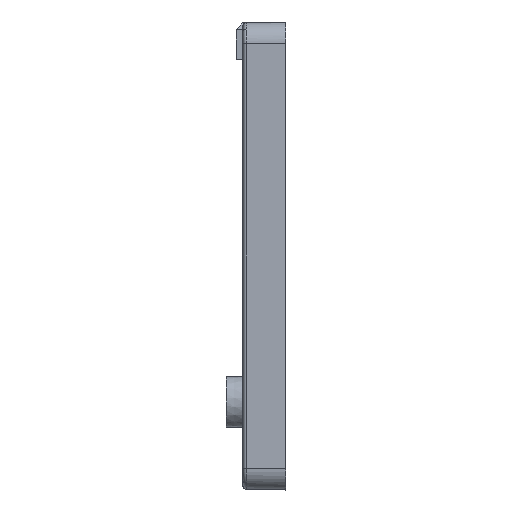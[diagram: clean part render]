
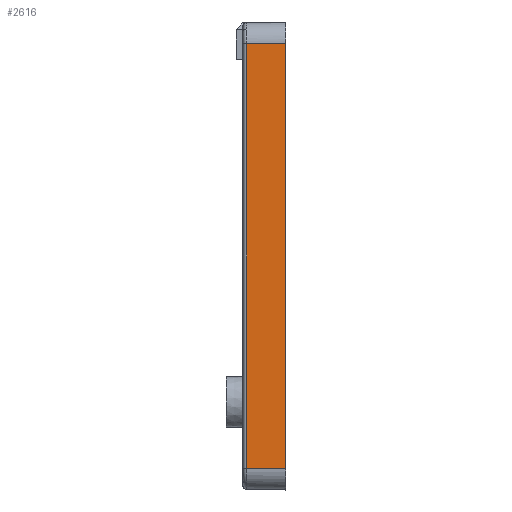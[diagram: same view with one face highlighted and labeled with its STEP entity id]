
A CAD part, left-side view. The second image highlights one B-rep face of the part: STEP entity #2616.
In plain terms, the highlighted planar face has unit normal (-1, 0.018, 0).
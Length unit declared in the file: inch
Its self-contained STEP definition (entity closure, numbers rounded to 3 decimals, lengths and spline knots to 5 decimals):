
#88=PLANE('',#2867);
#229=FACE_OUTER_BOUND('',#389,.T.);
#389=EDGE_LOOP('',(#2078,#2079,#2080,#2081));
#549=LINE('',#4293,#813);
#632=LINE('',#4508,#896);
#633=LINE('',#4510,#897);
#634=LINE('',#4511,#898);
#813=VECTOR('',#3249,1.57648);
#896=VECTOR('',#3372,0.14531);
#897=VECTOR('',#3373,1.57141);
#898=VECTOR('',#3374,0.14531);
#1183=VERTEX_POINT('',#4018);
#1232=VERTEX_POINT('',#4290);
#1233=VERTEX_POINT('',#4292);
#1318=VERTEX_POINT('',#4509);
#1514=EDGE_CURVE('',#1233,#1232,#549,.T.);
#1618=EDGE_CURVE('',#1232,#1183,#632,.T.);
#1619=EDGE_CURVE('',#1183,#1318,#633,.T.);
#1620=EDGE_CURVE('',#1318,#1233,#634,.T.);
#2078=ORIENTED_EDGE('',*,*,#1618,.T.);
#2079=ORIENTED_EDGE('',*,*,#1619,.T.);
#2080=ORIENTED_EDGE('',*,*,#1620,.T.);
#2081=ORIENTED_EDGE('',*,*,#1514,.T.);
#2616=ADVANCED_FACE('',(#229),#88,.T.);
#2867=AXIS2_PLACEMENT_3D('',#4507,#3370,#3371);
#3249=DIRECTION('',(0.,0.,1.));
#3370=DIRECTION('center_axis',(-1.,0.017,0.));
#3371=DIRECTION('ref_axis',(0.,0.,1.));
#3372=DIRECTION('',(0.017,1.,-0.017));
#3373=DIRECTION('',(0.,0.,-1.));
#3374=DIRECTION('',(-0.017,-1.,-0.017));
#4018=CARTESIAN_POINT('',(-2.24746,-0.01474,0.78571));
#4290=CARTESIAN_POINT('',(-2.25,-0.16,0.78824));
#4292=CARTESIAN_POINT('',(-2.25,-0.16,-0.78824));
#4293=CARTESIAN_POINT('',(-2.25,-0.16,-0.78824));
#4507=CARTESIAN_POINT('Origin',(-2.25,-0.16,-0.86693));
#4508=CARTESIAN_POINT('',(-2.25,-0.16,0.78824));
#4509=CARTESIAN_POINT('',(-2.24746,-0.01474,-0.78571));
#4510=CARTESIAN_POINT('',(-2.24746,-0.01474,0.78571));
#4511=CARTESIAN_POINT('',(-2.24746,-0.01474,-0.78571));
